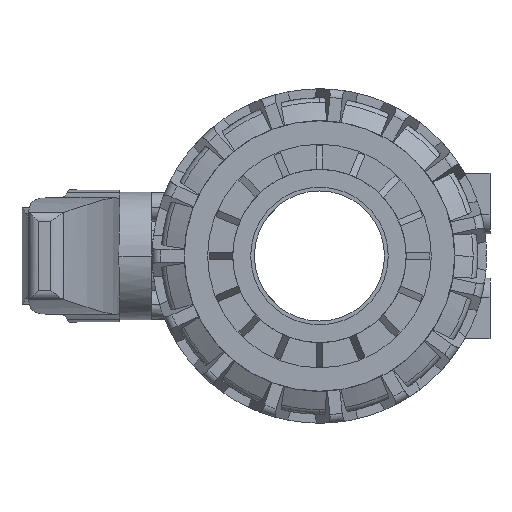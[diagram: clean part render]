
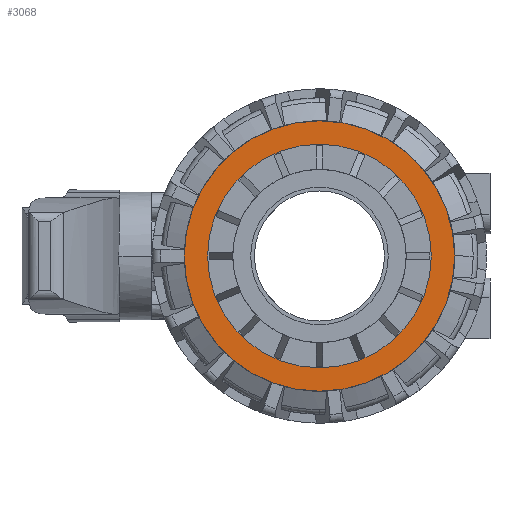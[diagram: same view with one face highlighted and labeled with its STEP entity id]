
A CAD part, left-side view. The second image highlights one B-rep face of the part: STEP entity #3068.
In plain terms, the highlighted planar face has unit normal (-1, 0, 0).
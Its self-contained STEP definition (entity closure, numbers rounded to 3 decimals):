
#3068=ADVANCED_FACE('',(#6316,#6317),#6318,.T.);
#6316=FACE_BOUND('',#9763,.T.);
#6317=FACE_OUTER_BOUND('',#9764,.T.);
#6318=PLANE('',#9765);
#9763=EDGE_LOOP('',(#19311,#19312));
#9764=EDGE_LOOP('',(#19313,#19314));
#9765=AXIS2_PLACEMENT_3D('',#19315,#19316,#19317);
#19311=ORIENTED_EDGE('',*,*,#24630,.T.);
#19312=ORIENTED_EDGE('',*,*,#23501,.T.);
#19313=ORIENTED_EDGE('',*,*,#23496,.T.);
#19314=ORIENTED_EDGE('',*,*,#24709,.T.);
#19315=CARTESIAN_POINT('',(-76.5,0.0,0.0));
#19316=DIRECTION('',(-1.0,0.0,0.0));
#19317=DIRECTION('',(0.0,0.0,1.0));
#23496=EDGE_CURVE('',#28864,#28928,#28930,.T.);
#23501=EDGE_CURVE('',#28933,#28937,#28939,.T.);
#24630=EDGE_CURVE('',#28937,#28933,#30644,.T.);
#24709=EDGE_CURVE('',#28928,#28864,#30737,.T.);
#28864=VERTEX_POINT('',#37938);
#28928=VERTEX_POINT('',#38003);
#28930=CIRCLE('',#38006,49.15);
#28933=VERTEX_POINT('',#38009);
#28937=VERTEX_POINT('',#38014);
#28939=CIRCLE('',#38017,40.65);
#30644=CIRCLE('',#41001,40.65);
#30737=CIRCLE('',#41185,49.15);
#37938=CARTESIAN_POINT('',(-76.5,-49.15,0.0));
#38003=CARTESIAN_POINT('',(-76.5,49.15,0.));
#38006=AXIS2_PLACEMENT_3D('',#46083,#46084,#46085);
#38009=CARTESIAN_POINT('',(-76.5,0.,-40.65));
#38014=CARTESIAN_POINT('',(-76.5,0.,40.65));
#38017=AXIS2_PLACEMENT_3D('',#46091,#46092,#46093);
#41001=AXIS2_PLACEMENT_3D('',#47658,#47659,#47660);
#41185=AXIS2_PLACEMENT_3D('',#47731,#47732,#47733);
#46083=CARTESIAN_POINT('',(-76.5,0.0,0.0));
#46084=DIRECTION('',(-1.0,0.0,0.0));
#46085=DIRECTION('',(0.0,0.0,1.0));
#46091=CARTESIAN_POINT('',(-76.5,0.0,0.0));
#46092=DIRECTION('',(1.0,0.0,0.0));
#46093=DIRECTION('',(0.0,0.0,-1.0));
#47658=CARTESIAN_POINT('',(-76.5,0.0,0.0));
#47659=DIRECTION('',(1.0,0.0,0.0));
#47660=DIRECTION('',(0.0,0.0,-1.0));
#47731=CARTESIAN_POINT('',(-76.5,0.0,0.0));
#47732=DIRECTION('',(-1.0,0.0,0.0));
#47733=DIRECTION('',(0.0,0.0,1.0));
